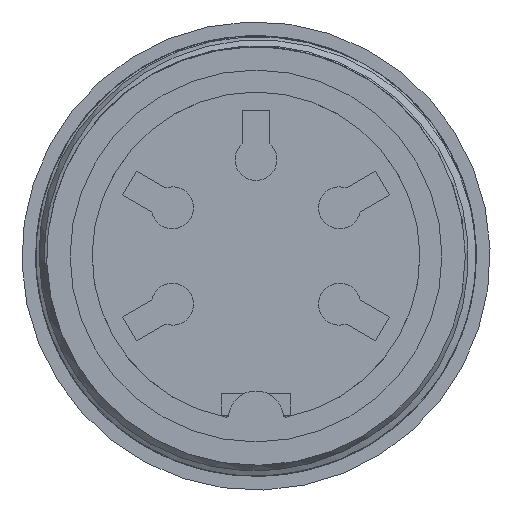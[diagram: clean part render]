
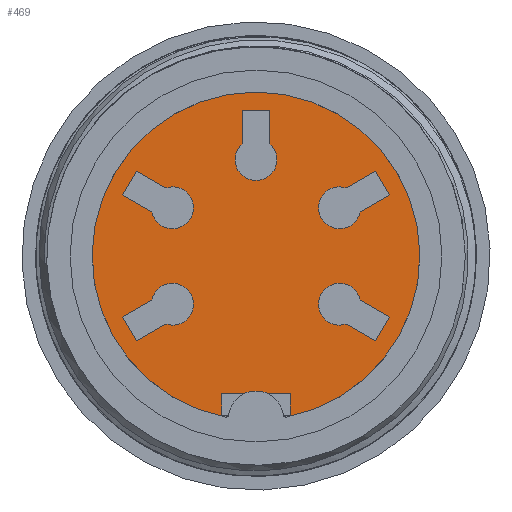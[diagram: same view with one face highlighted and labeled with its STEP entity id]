
A CAD part, front view. The second image highlights one B-rep face of the part: STEP entity #469.
In plain terms, the highlighted planar face has unit normal (0, -1, 0).
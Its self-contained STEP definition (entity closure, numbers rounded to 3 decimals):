
#411=FACE_BOUND('',#643,.T.);
#412=FACE_BOUND('',#644,.T.);
#413=FACE_BOUND('',#645,.T.);
#414=FACE_BOUND('',#646,.T.);
#415=FACE_BOUND('',#647,.T.);
#416=FACE_BOUND('',#648,.T.);
#469=ADVANCED_FACE('',(#411,#412,#413,#414,#415,#416),#546,.F.);
#546=PLANE('',#1556);
#643=EDGE_LOOP('',(#816,#817,#818,#819));
#644=EDGE_LOOP('',(#820,#821,#822,#823));
#645=EDGE_LOOP('',(#824,#825,#826,#827));
#646=EDGE_LOOP('',(#828,#829,#830,#831));
#647=EDGE_LOOP('',(#832,#833,#834,#835));
#648=EDGE_LOOP('',(#836,#837,#838,#839));
#750=CIRCLE('',#1550,0.76);
#751=CIRCLE('',#1551,0.76);
#752=CIRCLE('',#1552,0.76);
#753=CIRCLE('',#1553,0.76);
#754=CIRCLE('',#1554,0.76);
#755=CIRCLE('',#1555,5.95);
#816=ORIENTED_EDGE('',*,*,#1235,.T.);
#817=ORIENTED_EDGE('',*,*,#1236,.T.);
#818=ORIENTED_EDGE('',*,*,#1237,.F.);
#819=ORIENTED_EDGE('',*,*,#1238,.T.);
#820=ORIENTED_EDGE('',*,*,#1239,.T.);
#821=ORIENTED_EDGE('',*,*,#1240,.T.);
#822=ORIENTED_EDGE('',*,*,#1241,.F.);
#823=ORIENTED_EDGE('',*,*,#1242,.T.);
#824=ORIENTED_EDGE('',*,*,#1243,.T.);
#825=ORIENTED_EDGE('',*,*,#1244,.T.);
#826=ORIENTED_EDGE('',*,*,#1245,.F.);
#827=ORIENTED_EDGE('',*,*,#1246,.T.);
#828=ORIENTED_EDGE('',*,*,#1247,.T.);
#829=ORIENTED_EDGE('',*,*,#1248,.T.);
#830=ORIENTED_EDGE('',*,*,#1249,.F.);
#831=ORIENTED_EDGE('',*,*,#1250,.T.);
#832=ORIENTED_EDGE('',*,*,#1251,.T.);
#833=ORIENTED_EDGE('',*,*,#1252,.T.);
#834=ORIENTED_EDGE('',*,*,#1253,.F.);
#835=ORIENTED_EDGE('',*,*,#1254,.T.);
#836=ORIENTED_EDGE('',*,*,#1255,.F.);
#837=ORIENTED_EDGE('',*,*,#1232,.T.);
#838=ORIENTED_EDGE('',*,*,#1256,.T.);
#839=ORIENTED_EDGE('',*,*,#1257,.T.);
#1122=VERTEX_POINT('',#2034);
#1123=VERTEX_POINT('',#2035);
#1124=VERTEX_POINT('',#2040);
#1125=VERTEX_POINT('',#2041);
#1126=VERTEX_POINT('',#2043);
#1127=VERTEX_POINT('',#2045);
#1128=VERTEX_POINT('',#2048);
#1129=VERTEX_POINT('',#2049);
#1130=VERTEX_POINT('',#2051);
#1131=VERTEX_POINT('',#2053);
#1132=VERTEX_POINT('',#2056);
#1133=VERTEX_POINT('',#2057);
#1134=VERTEX_POINT('',#2059);
#1135=VERTEX_POINT('',#2061);
#1136=VERTEX_POINT('',#2064);
#1137=VERTEX_POINT('',#2065);
#1138=VERTEX_POINT('',#2067);
#1139=VERTEX_POINT('',#2069);
#1140=VERTEX_POINT('',#2072);
#1141=VERTEX_POINT('',#2073);
#1142=VERTEX_POINT('',#2075);
#1143=VERTEX_POINT('',#2077);
#1144=VERTEX_POINT('',#2080);
#1145=VERTEX_POINT('',#2082);
#1232=EDGE_CURVE('',#1122,#1123,#1385,.T.);
#1235=EDGE_CURVE('',#1124,#1125,#1388,.T.);
#1236=EDGE_CURVE('',#1125,#1126,#1389,.T.);
#1237=EDGE_CURVE('',#1127,#1126,#750,.T.);
#1238=EDGE_CURVE('',#1127,#1124,#1390,.T.);
#1239=EDGE_CURVE('',#1128,#1129,#1391,.T.);
#1240=EDGE_CURVE('',#1129,#1130,#1392,.T.);
#1241=EDGE_CURVE('',#1131,#1130,#751,.T.);
#1242=EDGE_CURVE('',#1131,#1128,#1393,.T.);
#1243=EDGE_CURVE('',#1132,#1133,#1394,.T.);
#1244=EDGE_CURVE('',#1133,#1134,#1395,.T.);
#1245=EDGE_CURVE('',#1135,#1134,#752,.T.);
#1246=EDGE_CURVE('',#1135,#1132,#1396,.T.);
#1247=EDGE_CURVE('',#1136,#1137,#1397,.T.);
#1248=EDGE_CURVE('',#1137,#1138,#1398,.T.);
#1249=EDGE_CURVE('',#1139,#1138,#753,.T.);
#1250=EDGE_CURVE('',#1139,#1136,#1399,.T.);
#1251=EDGE_CURVE('',#1140,#1141,#1400,.T.);
#1252=EDGE_CURVE('',#1141,#1142,#1401,.T.);
#1253=EDGE_CURVE('',#1143,#1142,#754,.T.);
#1254=EDGE_CURVE('',#1143,#1140,#1402,.T.);
#1255=EDGE_CURVE('',#1122,#1144,#755,.T.);
#1256=EDGE_CURVE('',#1123,#1145,#1403,.T.);
#1257=EDGE_CURVE('',#1145,#1144,#1404,.T.);
#1385=LINE('',#2033,#1468);
#1388=LINE('',#2039,#1471);
#1389=LINE('',#2042,#1472);
#1390=LINE('',#2046,#1473);
#1391=LINE('',#2047,#1474);
#1392=LINE('',#2050,#1475);
#1393=LINE('',#2054,#1476);
#1394=LINE('',#2055,#1477);
#1395=LINE('',#2058,#1478);
#1396=LINE('',#2062,#1479);
#1397=LINE('',#2063,#1480);
#1398=LINE('',#2066,#1481);
#1399=LINE('',#2070,#1482);
#1400=LINE('',#2071,#1483);
#1401=LINE('',#2074,#1484);
#1402=LINE('',#2078,#1485);
#1403=LINE('',#2081,#1486);
#1404=LINE('',#2083,#1487);
#1468=VECTOR('',#1688,1.);
#1471=VECTOR('',#1693,1.);
#1472=VECTOR('',#1694,1.);
#1473=VECTOR('',#1697,1.);
#1474=VECTOR('',#1698,1.);
#1475=VECTOR('',#1699,1.);
#1476=VECTOR('',#1702,1.);
#1477=VECTOR('',#1703,1.);
#1478=VECTOR('',#1704,1.);
#1479=VECTOR('',#1707,1.);
#1480=VECTOR('',#1708,1.);
#1481=VECTOR('',#1709,1.);
#1482=VECTOR('',#1712,1.);
#1483=VECTOR('',#1713,1.);
#1484=VECTOR('',#1714,1.);
#1485=VECTOR('',#1717,1.);
#1486=VECTOR('',#1720,1.);
#1487=VECTOR('',#1721,1.);
#1550=AXIS2_PLACEMENT_3D('',#2044,#1695,#1696);
#1551=AXIS2_PLACEMENT_3D('',#2052,#1700,#1701);
#1552=AXIS2_PLACEMENT_3D('',#2060,#1705,#1706);
#1553=AXIS2_PLACEMENT_3D('',#2068,#1710,#1711);
#1554=AXIS2_PLACEMENT_3D('',#2076,#1715,#1716);
#1555=AXIS2_PLACEMENT_3D('',#2079,#1718,#1719);
#1556=AXIS2_PLACEMENT_3D('',#2084,#1722,#1723);
#1688=DIRECTION('',(0.,0.,1.));
#1693=DIRECTION('',(0.5,0.,-0.866));
#1694=DIRECTION('',(-0.866,0.,-0.5));
#1695=DIRECTION('',(0.,-1.,0.));
#1696=DIRECTION('',(-0.866,0.,0.5));
#1697=DIRECTION('',(0.866,0.,0.5));
#1698=DIRECTION('',(1.,0.,0.));
#1699=DIRECTION('',(0.,0.,-1.));
#1700=DIRECTION('',(0.,-1.,0.));
#1701=DIRECTION('',(-0.866,0.,-0.5));
#1702=DIRECTION('',(0.,0.,1.));
#1703=DIRECTION('',(0.5,0.,0.866));
#1704=DIRECTION('',(0.866,0.,-0.5));
#1705=DIRECTION('',(0.,-1.,0.));
#1706=DIRECTION('',(0.,0.,-1.));
#1707=DIRECTION('',(-0.866,0.,0.5));
#1708=DIRECTION('',(-0.5,0.,0.866));
#1709=DIRECTION('',(0.866,0.,0.5));
#1710=DIRECTION('',(0.,-1.,0.));
#1711=DIRECTION('',(0.866,0.,-0.5));
#1712=DIRECTION('',(-0.866,0.,-0.5));
#1713=DIRECTION('',(-0.5,0.,-0.866));
#1714=DIRECTION('',(-0.866,0.,0.5));
#1715=DIRECTION('',(0.,-1.,0.));
#1716=DIRECTION('',(0.,0.,1.));
#1717=DIRECTION('',(0.866,0.,-0.5));
#1718=DIRECTION('',(0.,1.,0.));
#1719=DIRECTION('',(0.,0.,1.));
#1720=DIRECTION('',(1.,0.,0.));
#1721=DIRECTION('',(0.,0.,-1.));
#1722=DIRECTION('',(0.,1.,0.));
#1723=DIRECTION('',(0.,0.,-1.));
#2033=CARTESIAN_POINT('',(-1.25,8.3,-6.379));
#2034=CARTESIAN_POINT('',(-1.25,8.3,-5.817));
#2035=CARTESIAN_POINT('',(-1.25,8.3,-5.));
#2039=CARTESIAN_POINT('',(4.34,8.3,3.083));
#2040=CARTESIAN_POINT('',(4.34,8.3,3.083));
#2041=CARTESIAN_POINT('',(4.84,8.3,2.217));
#2042=CARTESIAN_POINT('',(4.84,8.3,2.217));
#2043=CARTESIAN_POINT('',(3.777,8.3,1.603));
#2044=CARTESIAN_POINT('',(3.031,8.3,1.75));
#2045=CARTESIAN_POINT('',(3.277,8.3,2.469));
#2046=CARTESIAN_POINT('',(3.277,8.3,2.469));
#2047=CARTESIAN_POINT('',(-0.5,8.3,5.3));
#2048=CARTESIAN_POINT('',(-0.5,8.3,5.3));
#2049=CARTESIAN_POINT('',(0.5,8.3,5.3));
#2050=CARTESIAN_POINT('',(0.5,8.3,5.3));
#2051=CARTESIAN_POINT('',(0.5,8.3,4.072));
#2052=CARTESIAN_POINT('',(0.,8.3,3.5));
#2053=CARTESIAN_POINT('',(-0.5,8.3,4.072));
#2054=CARTESIAN_POINT('',(-0.5,8.3,4.072));
#2055=CARTESIAN_POINT('',(-4.84,8.3,2.217));
#2056=CARTESIAN_POINT('',(-4.84,8.3,2.217));
#2057=CARTESIAN_POINT('',(-4.34,8.3,3.083));
#2058=CARTESIAN_POINT('',(-4.34,8.3,3.083));
#2059=CARTESIAN_POINT('',(-3.277,8.3,2.469));
#2060=CARTESIAN_POINT('',(-3.031,8.3,1.75));
#2061=CARTESIAN_POINT('',(-3.777,8.3,1.603));
#2062=CARTESIAN_POINT('',(-3.777,8.3,1.603));
#2063=CARTESIAN_POINT('',(-4.34,8.3,-3.083));
#2064=CARTESIAN_POINT('',(-4.34,8.3,-3.083));
#2065=CARTESIAN_POINT('',(-4.84,8.3,-2.217));
#2066=CARTESIAN_POINT('',(-4.84,8.3,-2.217));
#2067=CARTESIAN_POINT('',(-3.777,8.3,-1.603));
#2068=CARTESIAN_POINT('',(-3.031,8.3,-1.75));
#2069=CARTESIAN_POINT('',(-3.277,8.3,-2.469));
#2070=CARTESIAN_POINT('',(-3.277,8.3,-2.469));
#2071=CARTESIAN_POINT('',(4.84,8.3,-2.217));
#2072=CARTESIAN_POINT('',(4.84,8.3,-2.217));
#2073=CARTESIAN_POINT('',(4.34,8.3,-3.083));
#2074=CARTESIAN_POINT('',(4.34,8.3,-3.083));
#2075=CARTESIAN_POINT('',(3.277,8.3,-2.469));
#2076=CARTESIAN_POINT('',(3.031,8.3,-1.75));
#2077=CARTESIAN_POINT('',(3.777,8.3,-1.603));
#2078=CARTESIAN_POINT('',(3.777,8.3,-1.603));
#2079=CARTESIAN_POINT('',(0.,8.3,0.));
#2080=CARTESIAN_POINT('',(1.25,8.3,-5.817));
#2081=CARTESIAN_POINT('',(-1.25,8.3,-5.));
#2082=CARTESIAN_POINT('',(1.25,8.3,-5.));
#2083=CARTESIAN_POINT('',(1.25,8.3,-5.));
#2084=CARTESIAN_POINT('',(0.,8.3,6.5));
